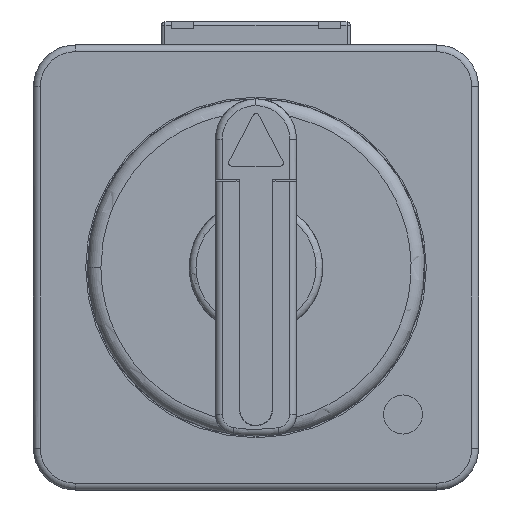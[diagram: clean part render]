
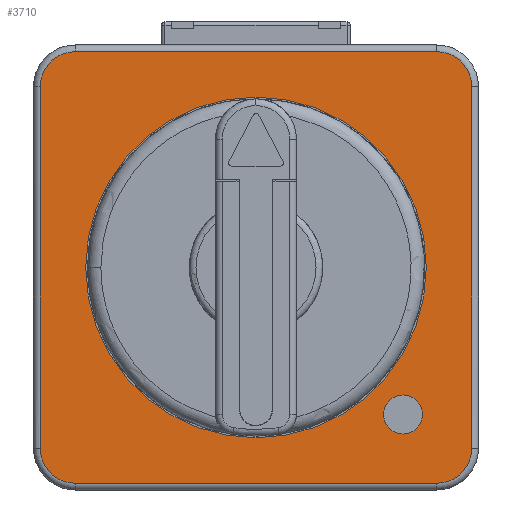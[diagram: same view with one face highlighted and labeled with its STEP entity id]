
A CAD part, front view. The second image highlights one B-rep face of the part: STEP entity #3710.
In plain terms, the highlighted planar face has unit normal (0, -1, 0).
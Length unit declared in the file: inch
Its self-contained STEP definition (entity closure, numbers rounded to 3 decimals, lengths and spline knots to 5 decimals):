
#483 = DIRECTION ( 'NONE',  ( 0., -1., 0. ) ) ;
#559 = DIRECTION ( 'NONE',  ( 0., 1., 0. ) ) ;
#986 = DIRECTION ( 'NONE',  ( -1., 0., 0. ) ) ;
#1003 = AXIS2_PLACEMENT_3D ( 'NONE', #9632, #6330, #16288 ) ;
#1115 = DIRECTION ( 'NONE',  ( 1., 0., 0. ) ) ;
#1879 = DIRECTION ( 'NONE',  ( 0., 1., 0. ) ) ;
#2306 = EDGE_LOOP ( 'NONE', ( #11907, #14319 ) ) ;
#2782 = VERTEX_POINT ( 'NONE', #29190 ) ;
#2802 = DIRECTION ( 'NONE',  ( 0., 0., -1. ) ) ;
#2830 = FACE_BOUND ( 'NONE', #2306, .T. ) ;
#2911 = CARTESIAN_POINT ( 'NONE',  ( -1.05512, -0.59882, -1.25984 ) ) ;
#3122 = ORIENTED_EDGE ( 'NONE', *, *, #19625, .F. ) ;
#3250 = AXIS2_PLACEMENT_3D ( 'NONE', #10432, #10881, #27134 ) ;
#3335 = LINE ( 'NONE', #12604, #11020 ) ;
#3690 = EDGE_LOOP ( 'NONE', ( #17807, #16576 ) ) ;
#3710 = ADVANCED_FACE ( 'NONE', ( #2830, #14509, #14076 ), #16645, .F. ) ;
#4541 = CIRCLE ( 'NONE', #19590, 0.11417 ) ;
#4682 = ORIENTED_EDGE ( 'NONE', *, *, #16243, .F. ) ;
#4697 = CIRCLE ( 'NONE', #3250, 0.20472 ) ;
#5223 = DIRECTION ( 'NONE',  ( 0., 0., 1. ) ) ;
#5296 = VERTEX_POINT ( 'NONE', #27717 ) ;
#5323 = VERTEX_POINT ( 'NONE', #20891 ) ;
#6185 = VECTOR ( 'NONE', #5223, 39.37008 ) ;
#6330 = DIRECTION ( 'NONE',  ( 0., -1., 0. ) ) ;
#6749 = LINE ( 'NONE', #11307, #6185 ) ;
#6785 = DIRECTION ( 'NONE',  ( 0., 0., 1. ) ) ;
#7776 = EDGE_CURVE ( 'NONE', #18421, #2782, #17420, .T. ) ;
#7838 = LINE ( 'NONE', #10093, #8421 ) ;
#7985 = VERTEX_POINT ( 'NONE', #9778 ) ;
#8421 = VECTOR ( 'NONE', #986, 39.37008 ) ;
#8651 = EDGE_CURVE ( 'NONE', #15706, #22212, #16939, .T. ) ;
#9115 = LINE ( 'NONE', #11530, #30009 ) ;
#9268 = CARTESIAN_POINT ( 'NONE',  ( 1.05512, -0.59882, -1.05512 ) ) ;
#9606 = AXIS2_PLACEMENT_3D ( 'NONE', #12501, #24051, #1115 ) ;
#9632 = CARTESIAN_POINT ( 'NONE',  ( 0., -0.59882, 0. ) ) ;
#9778 = CARTESIAN_POINT ( 'NONE',  ( -1.05512, -0.59882, 1.25984 ) ) ;
#10089 = VERTEX_POINT ( 'NONE', #19382 ) ;
#10093 = CARTESIAN_POINT ( 'NONE',  ( -1.06372, -0.59882, -1.25984 ) ) ;
#10432 = CARTESIAN_POINT ( 'NONE',  ( -1.05512, -0.59882, 1.05512 ) ) ;
#10685 = VERTEX_POINT ( 'NONE', #21148 ) ;
#10881 = DIRECTION ( 'NONE',  ( 0., 1., 0. ) ) ;
#11020 = VECTOR ( 'NONE', #28256, 39.37008 ) ;
#11307 = CARTESIAN_POINT ( 'NONE',  ( -1.25984, -0.59882, 1.06372 ) ) ;
#11530 = CARTESIAN_POINT ( 'NONE',  ( 1.25984, -0.59882, -1.06372 ) ) ;
#11907 = ORIENTED_EDGE ( 'NONE', *, *, #8651, .F. ) ;
#12501 = CARTESIAN_POINT ( 'NONE',  ( -1.05512, -0.59882, -1.05512 ) ) ;
#12604 = CARTESIAN_POINT ( 'NONE',  ( 1.06372, -0.59882, 1.25984 ) ) ;
#13529 = AXIS2_PLACEMENT_3D ( 'NONE', #21291, #483, #29945 ) ;
#13818 = EDGE_CURVE ( 'NONE', #10089, #14895, #28762, .T. ) ;
#14076 = FACE_OUTER_BOUND ( 'NONE', #21833, .T. ) ;
#14319 = ORIENTED_EDGE ( 'NONE', *, *, #24881, .F. ) ;
#14425 = EDGE_CURVE ( 'NONE', #5296, #26825, #7838, .T. ) ;
#14509 = FACE_BOUND ( 'NONE', #3690, .T. ) ;
#14684 = AXIS2_PLACEMENT_3D ( 'NONE', #22228, #1879, #17991 ) ;
#14895 = VERTEX_POINT ( 'NONE', #20087 ) ;
#15141 = ORIENTED_EDGE ( 'NONE', *, *, #19769, .F. ) ;
#15406 = CARTESIAN_POINT ( 'NONE',  ( 0.85827, -0.59882, -0.74409 ) ) ;
#15574 = VERTEX_POINT ( 'NONE', #21383 ) ;
#15666 = EDGE_CURVE ( 'NONE', #5323, #7985, #4697, .T. ) ;
#15706 = VERTEX_POINT ( 'NONE', #15406 ) ;
#15761 = DIRECTION ( 'NONE',  ( 0., 0., 1. ) ) ;
#16228 = DIRECTION ( 'NONE',  ( 0., 0., -1. ) ) ;
#16243 = EDGE_CURVE ( 'NONE', #7985, #10089, #3335, .T. ) ;
#16288 = DIRECTION ( 'NONE',  ( 0., 0., -1. ) ) ;
#16576 = ORIENTED_EDGE ( 'NONE', *, *, #26721, .F. ) ;
#16645 = PLANE ( 'NONE',  #20878 ) ;
#16865 = CIRCLE ( 'NONE', #9606, 0.20472 ) ;
#16909 = CIRCLE ( 'NONE', #26647, 0.20472 ) ;
#16939 = CIRCLE ( 'NONE', #21809, 0.11417 ) ;
#17420 = CIRCLE ( 'NONE', #1003, 0.99409 ) ;
#17807 = ORIENTED_EDGE ( 'NONE', *, *, #7776, .F. ) ;
#17991 = DIRECTION ( 'NONE',  ( 1., 0., 0. ) ) ;
#18421 = VERTEX_POINT ( 'NONE', #25278 ) ;
#18536 = DIRECTION ( 'NONE',  ( 0., 1., 0. ) ) ;
#19382 = CARTESIAN_POINT ( 'NONE',  ( 1.05512, -0.59882, 1.25984 ) ) ;
#19590 = AXIS2_PLACEMENT_3D ( 'NONE', #22730, #25162, #6785 ) ;
#19625 = EDGE_CURVE ( 'NONE', #15574, #5323, #6749, .T. ) ;
#19734 = ORIENTED_EDGE ( 'NONE', *, *, #14425, .F. ) ;
#19769 = EDGE_CURVE ( 'NONE', #26825, #15574, #16865, .T. ) ;
#20087 = CARTESIAN_POINT ( 'NONE',  ( 1.25984, -0.59882, 1.05512 ) ) ;
#20878 = AXIS2_PLACEMENT_3D ( 'NONE', #28348, #559, #25776 ) ;
#20891 = CARTESIAN_POINT ( 'NONE',  ( -1.25984, -0.59882, 1.05512 ) ) ;
#20950 = CARTESIAN_POINT ( 'NONE',  ( 0.85827, -0.59882, -0.85827 ) ) ;
#21148 = CARTESIAN_POINT ( 'NONE',  ( 1.25984, -0.59882, -1.05512 ) ) ;
#21291 = CARTESIAN_POINT ( 'NONE',  ( 0., -0.59882, 0. ) ) ;
#21383 = CARTESIAN_POINT ( 'NONE',  ( -1.25984, -0.59882, -1.05512 ) ) ;
#21809 = AXIS2_PLACEMENT_3D ( 'NONE', #20950, #27924, #15761 ) ;
#21833 = EDGE_LOOP ( 'NONE', ( #22387, #25686, #4682, #23166, #3122, #15141, #19734, #27945 ) ) ;
#22212 = VERTEX_POINT ( 'NONE', #26126 ) ;
#22228 = CARTESIAN_POINT ( 'NONE',  ( 1.05512, -0.59882, 1.05512 ) ) ;
#22387 = ORIENTED_EDGE ( 'NONE', *, *, #27177, .F. ) ;
#22730 = CARTESIAN_POINT ( 'NONE',  ( 0.85827, -0.59882, -0.85827 ) ) ;
#23166 = ORIENTED_EDGE ( 'NONE', *, *, #15666, .F. ) ;
#23243 = CIRCLE ( 'NONE', #13529, 0.99409 ) ;
#24051 = DIRECTION ( 'NONE',  ( 0., 1., 0. ) ) ;
#24881 = EDGE_CURVE ( 'NONE', #22212, #15706, #4541, .T. ) ;
#25162 = DIRECTION ( 'NONE',  ( 0., -1., 0. ) ) ;
#25278 = CARTESIAN_POINT ( 'NONE',  ( 0., -0.59882, -0.99409 ) ) ;
#25686 = ORIENTED_EDGE ( 'NONE', *, *, #13818, .F. ) ;
#25776 = DIRECTION ( 'NONE',  ( 1., 0., 0. ) ) ;
#26126 = CARTESIAN_POINT ( 'NONE',  ( 0.85827, -0.59882, -0.97244 ) ) ;
#26647 = AXIS2_PLACEMENT_3D ( 'NONE', #9268, #18536, #2802 ) ;
#26721 = EDGE_CURVE ( 'NONE', #2782, #18421, #23243, .T. ) ;
#26825 = VERTEX_POINT ( 'NONE', #2911 ) ;
#27134 = DIRECTION ( 'NONE',  ( 1., 0., 0. ) ) ;
#27177 = EDGE_CURVE ( 'NONE', #14895, #10685, #9115, .T. ) ;
#27196 = EDGE_CURVE ( 'NONE', #10685, #5296, #16909, .T. ) ;
#27717 = CARTESIAN_POINT ( 'NONE',  ( 1.05512, -0.59882, -1.25984 ) ) ;
#27924 = DIRECTION ( 'NONE',  ( 0., -1., 0. ) ) ;
#27945 = ORIENTED_EDGE ( 'NONE', *, *, #27196, .F. ) ;
#28256 = DIRECTION ( 'NONE',  ( 1., 0., 0. ) ) ;
#28348 = CARTESIAN_POINT ( 'NONE',  ( 0., -0.59882, 0. ) ) ;
#28762 = CIRCLE ( 'NONE', #14684, 0.20472 ) ;
#29190 = CARTESIAN_POINT ( 'NONE',  ( 0., -0.59882, 0.99409 ) ) ;
#29945 = DIRECTION ( 'NONE',  ( 0., 0., -1. ) ) ;
#30009 = VECTOR ( 'NONE', #16228, 39.37008 ) ;
